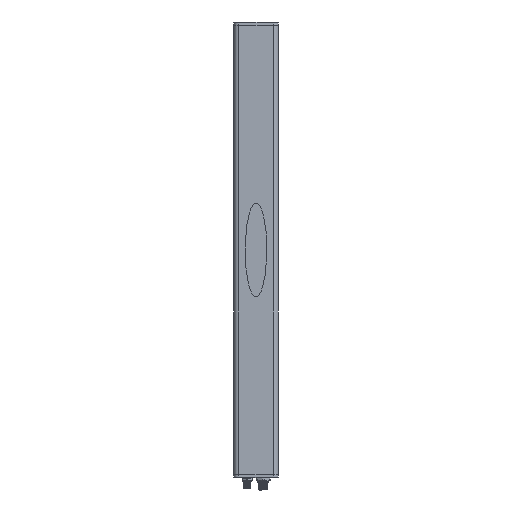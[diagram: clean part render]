
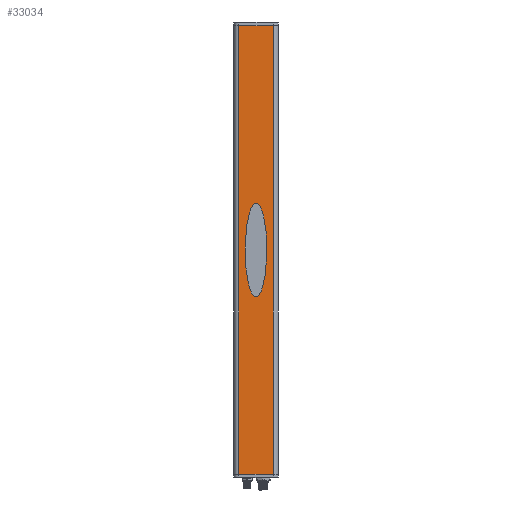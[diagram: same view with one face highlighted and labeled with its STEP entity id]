
A CAD part, front view. The second image highlights one B-rep face of the part: STEP entity #33034.
In plain terms, the highlighted planar face has unit normal (0, -1, 0).
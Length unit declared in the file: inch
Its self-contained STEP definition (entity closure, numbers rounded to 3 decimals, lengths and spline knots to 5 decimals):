
#12696=DIRECTION('',(1.,0.,0.));
#12697=VECTOR('',#12696,1.78741);
#12698=CARTESIAN_POINT('',(-0.89371,-0.64173,
0.));
#12699=LINE('',#12698,#12697);
#12700=DIRECTION('',(0.,0.,-1.));
#12701=VECTOR('',#12700,23.54331);
#12702=CARTESIAN_POINT('',(-0.89371,-0.64173,
23.54331));
#12703=LINE('',#12702,#12701);
#12704=DIRECTION('',(-1.,0.,0.));
#12705=VECTOR('',#12704,1.78741);
#12706=CARTESIAN_POINT('',(0.89371,-0.64173,
23.54331));
#12707=LINE('',#12706,#12705);
#12708=DIRECTION('',(0.,0.,-1.));
#12709=VECTOR('',#12708,23.54331);
#12710=CARTESIAN_POINT('',(0.89371,-0.64173,
23.54331));
#12711=LINE('',#12710,#12709);
#12712=CARTESIAN_POINT('',(0.,-0.64173,9.31102));
#12713=CARTESIAN_POINT('',(-0.03364,-0.64173,
9.31102));
#12714=CARTESIAN_POINT('',(-0.08599,-0.64173,
9.33037));
#12715=CARTESIAN_POINT('',(-0.1571,-0.64173,
9.40201));
#12716=CARTESIAN_POINT('',(-0.2103,-0.64173,
9.47971));
#12717=CARTESIAN_POINT('',(-0.26251,-0.64173,
9.58188));
#12718=CARTESIAN_POINT('',(-0.31284,-0.64173,
9.70826));
#12719=CARTESIAN_POINT('',(-0.36042,-0.64173,
9.85779));
#12720=CARTESIAN_POINT('',(-0.40439,-0.64173,
10.02861));
#12721=CARTESIAN_POINT('',(-0.44402,-0.64173,
10.21814));
#12722=CARTESIAN_POINT('',(-0.47871,-0.64173,
10.42319));
#12723=CARTESIAN_POINT('',(-0.50803,-0.64173,
10.64015));
#12724=CARTESIAN_POINT('',(-0.53173,-0.64173,
10.8652));
#12725=CARTESIAN_POINT('',(-0.54976,-0.64173,
11.09449));
#12726=CARTESIAN_POINT('',(-0.56014,-0.64173,
11.28605));
#12727=CARTESIAN_POINT('',(-0.5658,-0.64173,
11.43793));
#12728=CARTESIAN_POINT('',(-0.56876,-0.64173,
11.55079));
#12729=CARTESIAN_POINT('',(-0.57021,-0.64173,
11.64366));
#12730=CARTESIAN_POINT('',(-0.57077,-0.64173,
11.71714));
#12731=CARTESIAN_POINT('',(-0.57091,-0.64173,
11.77165));
#12732=CARTESIAN_POINT('',(-0.57077,-0.64173,
11.82617));
#12733=CARTESIAN_POINT('',(-0.57021,-0.64173,
11.89965));
#12734=CARTESIAN_POINT('',(-0.56876,-0.64173,
11.99251));
#12735=CARTESIAN_POINT('',(-0.5658,-0.64173,
12.10538));
#12736=CARTESIAN_POINT('',(-0.56014,-0.64173,
12.25725));
#12737=CARTESIAN_POINT('',(-0.54976,-0.64173,
12.44881));
#12738=CARTESIAN_POINT('',(-0.53173,-0.64173,
12.67811));
#12739=CARTESIAN_POINT('',(-0.50803,-0.64173,
12.90315));
#12740=CARTESIAN_POINT('',(-0.47871,-0.64173,
13.12012));
#12741=CARTESIAN_POINT('',(-0.44402,-0.64173,
13.32517));
#12742=CARTESIAN_POINT('',(-0.40439,-0.64173,
13.5147));
#12743=CARTESIAN_POINT('',(-0.36042,-0.64173,
13.68552));
#12744=CARTESIAN_POINT('',(-0.31284,-0.64173,
13.83505));
#12745=CARTESIAN_POINT('',(-0.26251,-0.64173,
13.96143));
#12746=CARTESIAN_POINT('',(-0.2103,-0.64173,
14.0636));
#12747=CARTESIAN_POINT('',(-0.1571,-0.64173,
14.1413));
#12748=CARTESIAN_POINT('',(-0.08599,-0.64173,
14.21293));
#12749=CARTESIAN_POINT('',(-0.03364,-0.64173,
14.23228));
#12750=CARTESIAN_POINT('',(0.,-0.64173,14.23228));
#12752=CARTESIAN_POINT('',(0.,-0.64173,14.23228));
#12753=CARTESIAN_POINT('',(0.03364,-0.64173,
14.23228));
#12754=CARTESIAN_POINT('',(0.08599,-0.64173,
14.21293));
#12755=CARTESIAN_POINT('',(0.1571,-0.64173,
14.1413));
#12756=CARTESIAN_POINT('',(0.2103,-0.64173,
14.0636));
#12757=CARTESIAN_POINT('',(0.26251,-0.64173,
13.96143));
#12758=CARTESIAN_POINT('',(0.31284,-0.64173,
13.83505));
#12759=CARTESIAN_POINT('',(0.36042,-0.64173,
13.68552));
#12760=CARTESIAN_POINT('',(0.40439,-0.64173,
13.5147));
#12761=CARTESIAN_POINT('',(0.44402,-0.64173,
13.32517));
#12762=CARTESIAN_POINT('',(0.47871,-0.64173,
13.12012));
#12763=CARTESIAN_POINT('',(0.50803,-0.64173,
12.90315));
#12764=CARTESIAN_POINT('',(0.53173,-0.64173,
12.67811));
#12765=CARTESIAN_POINT('',(0.54976,-0.64173,
12.44881));
#12766=CARTESIAN_POINT('',(0.56014,-0.64173,
12.25725));
#12767=CARTESIAN_POINT('',(0.5658,-0.64173,
12.10538));
#12768=CARTESIAN_POINT('',(0.56876,-0.64173,
11.99251));
#12769=CARTESIAN_POINT('',(0.57021,-0.64173,
11.89965));
#12770=CARTESIAN_POINT('',(0.57077,-0.64173,
11.82617));
#12771=CARTESIAN_POINT('',(0.57091,-0.64173,
11.77165));
#12772=CARTESIAN_POINT('',(0.57077,-0.64173,
11.71714));
#12773=CARTESIAN_POINT('',(0.57021,-0.64173,
11.64366));
#12774=CARTESIAN_POINT('',(0.56876,-0.64173,
11.55079));
#12775=CARTESIAN_POINT('',(0.5658,-0.64173,
11.43793));
#12776=CARTESIAN_POINT('',(0.56014,-0.64173,
11.28605));
#12777=CARTESIAN_POINT('',(0.54976,-0.64173,
11.09449));
#12778=CARTESIAN_POINT('',(0.53173,-0.64173,
10.8652));
#12779=CARTESIAN_POINT('',(0.50803,-0.64173,
10.64015));
#12780=CARTESIAN_POINT('',(0.47871,-0.64173,
10.42319));
#12781=CARTESIAN_POINT('',(0.44402,-0.64173,
10.21814));
#12782=CARTESIAN_POINT('',(0.40439,-0.64173,
10.02861));
#12783=CARTESIAN_POINT('',(0.36042,-0.64173,
9.85779));
#12784=CARTESIAN_POINT('',(0.31284,-0.64173,
9.70826));
#12785=CARTESIAN_POINT('',(0.26251,-0.64173,
9.58188));
#12786=CARTESIAN_POINT('',(0.2103,-0.64173,
9.47971));
#12787=CARTESIAN_POINT('',(0.1571,-0.64173,
9.40201));
#12788=CARTESIAN_POINT('',(0.08599,-0.64173,
9.33037));
#12789=CARTESIAN_POINT('',(0.03364,-0.64173,
9.31102));
#12790=CARTESIAN_POINT('',(0.,-0.64173,9.31102));
#20165=CARTESIAN_POINT('',(0.89371,-0.64173,
23.54331));
#20166=CARTESIAN_POINT('',(-0.89371,-0.64173,
23.54331));
#20167=VERTEX_POINT('',#20165);
#20168=VERTEX_POINT('',#20166);
#20578=CARTESIAN_POINT('',(-0.89371,-0.64173,
0.));
#20579=CARTESIAN_POINT('',(0.89371,-0.64173,
0.));
#20580=VERTEX_POINT('',#20578);
#20581=VERTEX_POINT('',#20579);
#22038=VERTEX_POINT('',#12712);
#22039=VERTEX_POINT('',#12750);
#33016=CARTESIAN_POINT('',(-1.16929,-0.64173,0.));
#33017=DIRECTION('',(0.,-1.,0.));
#33018=DIRECTION('',(1.,0.,0.));
#33019=AXIS2_PLACEMENT_3D('',#33016,#33017,#33018);
#33020=PLANE('',#33019);
#33021=ORIENTED_EDGE('',*,*,#33008,.F.);
#33022=ORIENTED_EDGE('',*,*,#32595,.F.);
#33024=ORIENTED_EDGE('',*,*,#33023,.F.);
#33025=ORIENTED_EDGE('',*,*,#32845,.T.);
#33026=EDGE_LOOP('',(#33021,#33022,#33024,#33025));
#33027=FACE_OUTER_BOUND('',#33026,.F.);
#33029=ORIENTED_EDGE('',*,*,#33028,.F.);
#33031=ORIENTED_EDGE('',*,*,#33030,.F.);
#33032=EDGE_LOOP('',(#33029,#33031));
#33033=FACE_BOUND('',#33032,.F.);
#33034=ADVANCED_FACE('',(#33027,#33033),#33020,.T.);
#12751=B_SPLINE_CURVE_WITH_KNOTS('',3,(#12712,#12713,#12714,#12715,#12716,
#12717,#12718,#12719,#12720,#12721,#12722,#12723,#12724,#12725,#12726,#12727,
#12728,#12729,#12730,#12731,#12732,#12733,#12734,#12735,#12736,#12737,#12738,
#12739,#12740,#12741,#12742,#12743,#12744,#12745,#12746,#12747,#12748,#12749,
#12750),.UNSPECIFIED.,.F.,.F.,(4,1,1,1,1,1,1,1,1,1,1,1,1,1,1,1,1,1,1,1,1,1,1,1,
1,1,1,1,1,1,1,1,1,1,1,1,4),(0.,0.0625,0.09375,0.125,0.15625,0.1875,
0.21875,0.25,0.28125,0.3125,0.34375,0.375,0.40625,0.4375,
0.45313,0.46875,0.48438,0.49219,0.5,0.50781,0.51563,
0.53125,0.54688,0.5625,0.59375,0.625,0.65625,0.6875,0.71875,
0.75,0.78125,0.8125,0.84375,0.875,0.90625,0.9375,1.),
.UNSPECIFIED.);
#12791=B_SPLINE_CURVE_WITH_KNOTS('',3,(#12752,#12753,#12754,#12755,#12756,
#12757,#12758,#12759,#12760,#12761,#12762,#12763,#12764,#12765,#12766,#12767,
#12768,#12769,#12770,#12771,#12772,#12773,#12774,#12775,#12776,#12777,#12778,
#12779,#12780,#12781,#12782,#12783,#12784,#12785,#12786,#12787,#12788,#12789,
#12790),.UNSPECIFIED.,.F.,.F.,(4,1,1,1,1,1,1,1,1,1,1,1,1,1,1,1,1,1,1,1,1,1,1,1,
1,1,1,1,1,1,1,1,1,1,1,1,4),(0.,0.0625,0.09375,0.125,0.15625,0.1875,
0.21875,0.25,0.28125,0.3125,0.34375,0.375,0.40625,0.4375,
0.45313,0.46875,0.48438,0.49219,0.5,0.50781,0.51563,
0.53125,0.54688,0.5625,0.59375,0.625,0.65625,0.6875,0.71875,
0.75,0.78125,0.8125,0.84375,0.875,0.90625,0.9375,1.),
.UNSPECIFIED.);
#32595=EDGE_CURVE('',#20168,#20580,#12703,.T.);
#32845=EDGE_CURVE('',#20167,#20581,#12711,.T.);
#33008=EDGE_CURVE('',#20580,#20581,#12699,.T.);
#33023=EDGE_CURVE('',#20167,#20168,#12707,.T.);
#33028=EDGE_CURVE('',#22038,#22039,#12751,.T.);
#33030=EDGE_CURVE('',#22039,#22038,#12791,.T.);
